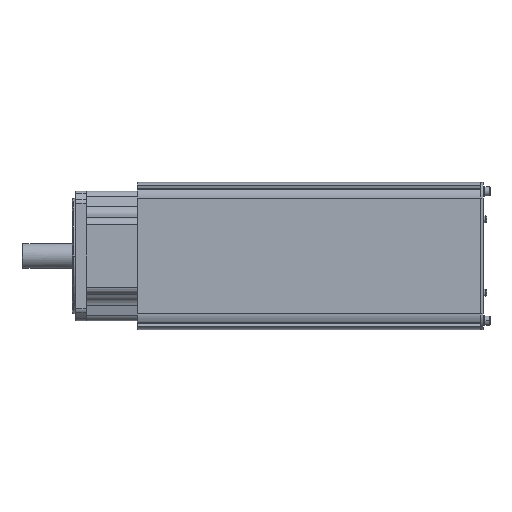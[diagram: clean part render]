
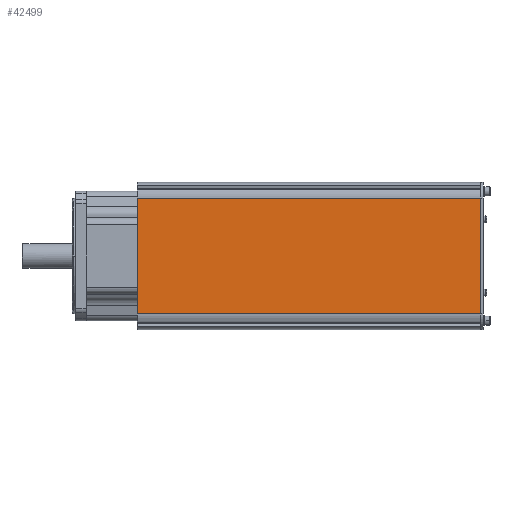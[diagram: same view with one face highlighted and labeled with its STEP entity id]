
A CAD part, front view. The second image highlights one B-rep face of the part: STEP entity #42499.
In plain terms, the highlighted planar face has unit normal (0, -1, 0).
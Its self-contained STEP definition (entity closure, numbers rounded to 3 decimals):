
#37170=DIRECTION('',(0.,0.,-1.));
#37171=VECTOR('',#37170,130.);
#37172=CARTESIAN_POINT('',(129.3,-82.5,65.));
#37173=LINE('',#37172,#37171);
#38722=DIRECTION('',(0.,0.,-1.));
#38723=VECTOR('',#38722,130.);
#38724=CARTESIAN_POINT('',(514.3,-82.5,65.));
#38725=LINE('',#38724,#38723);
#38726=DIRECTION('',(-1.,0.,0.));
#38727=VECTOR('',#38726,385.);
#38728=CARTESIAN_POINT('',(514.3,-82.5,65.));
#38729=LINE('',#38728,#38727);
#38743=DIRECTION('',(-1.,0.,0.));
#38744=VECTOR('',#38743,385.);
#38745=CARTESIAN_POINT('',(514.3,-82.5,-65.));
#38746=LINE('',#38745,#38744);
#38896=CARTESIAN_POINT('',(514.3,-82.5,65.));
#38897=CARTESIAN_POINT('',(514.3,-82.5,-65.));
#38898=VERTEX_POINT('',#38896);
#38899=VERTEX_POINT('',#38897);
#38900=CARTESIAN_POINT('',(129.3,-82.5,65.));
#38901=CARTESIAN_POINT('',(129.3,-82.5,-65.));
#38902=VERTEX_POINT('',#38900);
#38903=VERTEX_POINT('',#38901);
#42486=CARTESIAN_POINT('',(514.3,-82.5,65.));
#42487=DIRECTION('',(0.,-1.,0.));
#42488=DIRECTION('',(0.,0.,-1.));
#42489=AXIS2_PLACEMENT_3D('',#42486,#42487,#42488);
#42490=PLANE('',#42489);
#42492=ORIENTED_EDGE('',*,*,#42491,.T.);
#42494=ORIENTED_EDGE('',*,*,#42493,.T.);
#42495=ORIENTED_EDGE('',*,*,#40076,.F.);
#42496=ORIENTED_EDGE('',*,*,#42346,.F.);
#42497=EDGE_LOOP('',(#42492,#42494,#42495,#42496));
#42498=FACE_OUTER_BOUND('',#42497,.F.);
#42499=ADVANCED_FACE('',(#42498),#42490,.T.);
#40076=EDGE_CURVE('',#38902,#38903,#37173,.T.);
#42346=EDGE_CURVE('',#38898,#38902,#38729,.T.);
#42491=EDGE_CURVE('',#38898,#38899,#38725,.T.);
#42493=EDGE_CURVE('',#38899,#38903,#38746,.T.);
